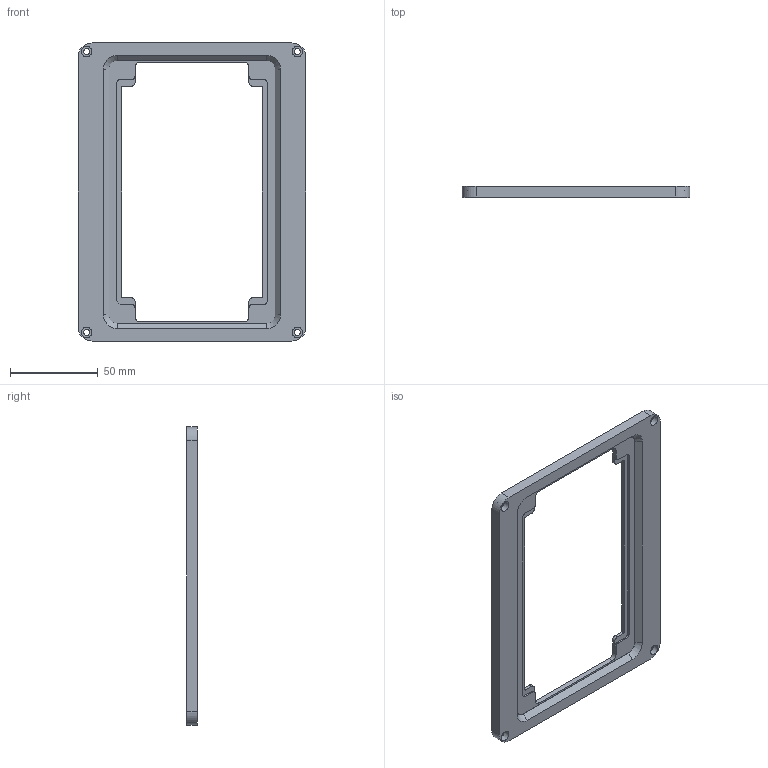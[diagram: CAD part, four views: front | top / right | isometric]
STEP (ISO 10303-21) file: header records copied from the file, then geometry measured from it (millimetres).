
FILE_DESCRIPTION(/* description */ (''),/* implementation_level */ '2;1');
FILE_NAME(/* name */ 'Heidstar_sampleholder_wellplate.stp',/* time_stamp */ '2025-09-11T15:20:23+02:00',/* author */ ('benir'),/* organization */ (''),/* preprocessor_version */ 'ST-DEVELOPER v20',/* originating_system */ 'Autodesk Inventor 2025',/* authorisation */ '');
FILE_SCHEMA (('AUTOMOTIVE_DESIGN { 1 0 10303 214 3 1 1 }'));
Length unit declared in the file: millimetre
Products named in the file (1): Heidestar_sampleholder_wellplate
Bounding box: 130 x 6 x 170 mm (x, y, z)
Volume: 51181.5 mm3; surface area: 27021.3 mm2
Topology: 1 solids, 1 shells, 83 faces, 220 edges, 144 vertices
Faces by surface type: plane 48, cylinder 31, cone 4
Full cylindrical faces by diameter (mm): 3.4 x4, 6 x4
Entity records: 2639 total; most frequent: DIRECTION 454, CARTESIAN_POINT 448, ORIENTED_EDGE 440, EDGE_CURVE 220, LINE 154, VECTOR 154, AXIS2_PLACEMENT_3D 150, VERTEX_POINT 144
